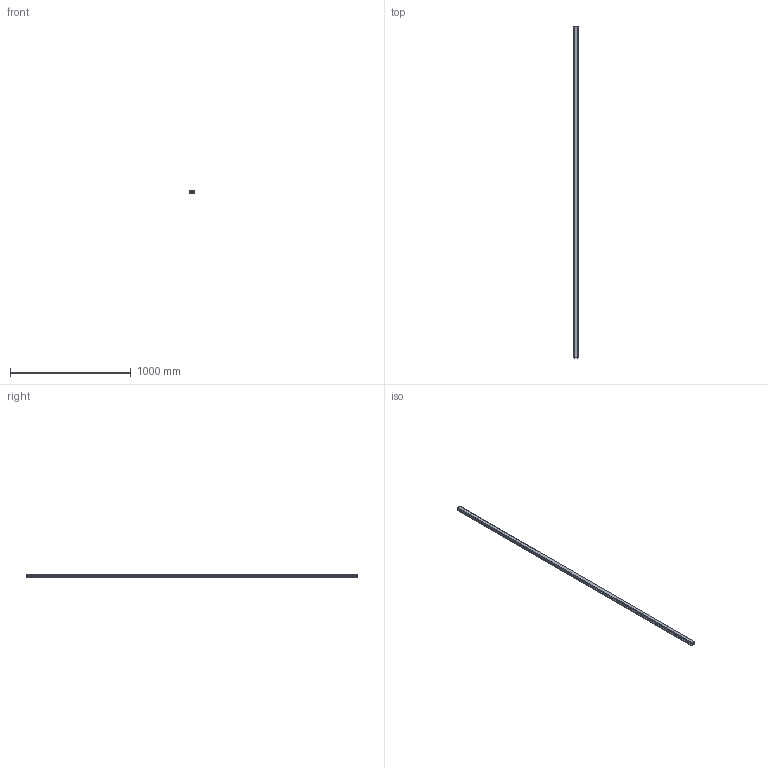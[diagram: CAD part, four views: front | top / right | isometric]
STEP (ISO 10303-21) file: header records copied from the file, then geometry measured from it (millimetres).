
FILE_DESCRIPTION(('STEP AP214'),'1');
FILE_NAME('cctmp_DF87EE66-488A-4906-B61E-493B84963121_2021_01_27_11_11_14_0214..stp','2021-01-27T10:11:14',('HIWIN GmbH'),('CADClick - www.CADClick.com'),'Spatial InterOp 3D',' ','unknown authorization');
FILE_SCHEMA(('AUTOMOTIVE_DESIGN'));
Length unit declared in the file: millimetre
Products named in the file (1): HGR35T2750C_FILE
Bounding box: 34 x 2750 x 29 mm (x, y, z)
Volume: 2319143 mm3; surface area: 372880.4 mm2
Topology: 1 solids, 1 shells, 255 faces, 677 edges, 393 vertices
Faces by surface type: plane 93, cylinder 92, cone 70
Entity records: 9409 total; most frequent: DIRECTION 1303, CARTESIAN_POINT 1256, ORIENTED_EDGE 1214, EDGE_CURVE 607, AXIS2_PLACEMENT_3D 440, LINE 423, VECTOR 423, VERTEX_POINT 393
